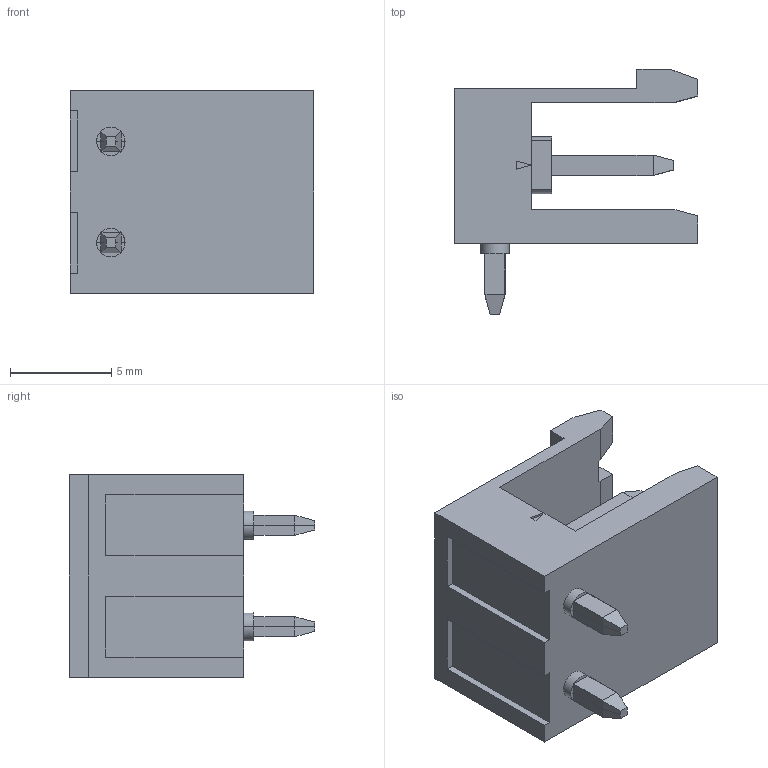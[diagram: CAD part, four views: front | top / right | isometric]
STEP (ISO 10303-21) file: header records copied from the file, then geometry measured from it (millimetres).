
FILE_DESCRIPTION(('SolidDesigner STEP Export'),'1');
FILE_NAME('mstb_2.5-2-g.stp','2000-11-07T11:32:09',(''),(''), 'SolidDesigner STEP processor Version: 7.0(Mar 1999)for AP214(CD)(Solid Model)', 'CoCreate SolidDesigner: 08.01 19-Jun-2000(C) CoCreate Software GmbH','');
FILE_SCHEMA(('AUTOMOTIVE_DESIGN_CC2 {1 2 10303 214 -1 1 5 1}'));
Length unit declared in the file: millimetre
Products named in the file (2): mstb_2.5-2-g
Assembly tree (1 placements, depth 2):
  mstb_2.5-2-g
    mstb_2.5-2-g
Bounding box: 12 x 12.1 x 10 mm (x, y, z)
Volume: 479.6 mm3; surface area: 772.2 mm2
Topology: 1 solids, 1 shells, 208 faces, 484 edges, 292 vertices
Faces by surface type: plane 169, cylinder 35, cone 4
Entity records: 6979 total; most frequent: ORIENTED_EDGE 968, CARTESIAN_POINT 917, DIRECTION 805, EDGE_CURVE 484, VECTOR 341, LINE 341, VERTEX_POINT 292, AXIS2_PLACEMENT_3D 232
